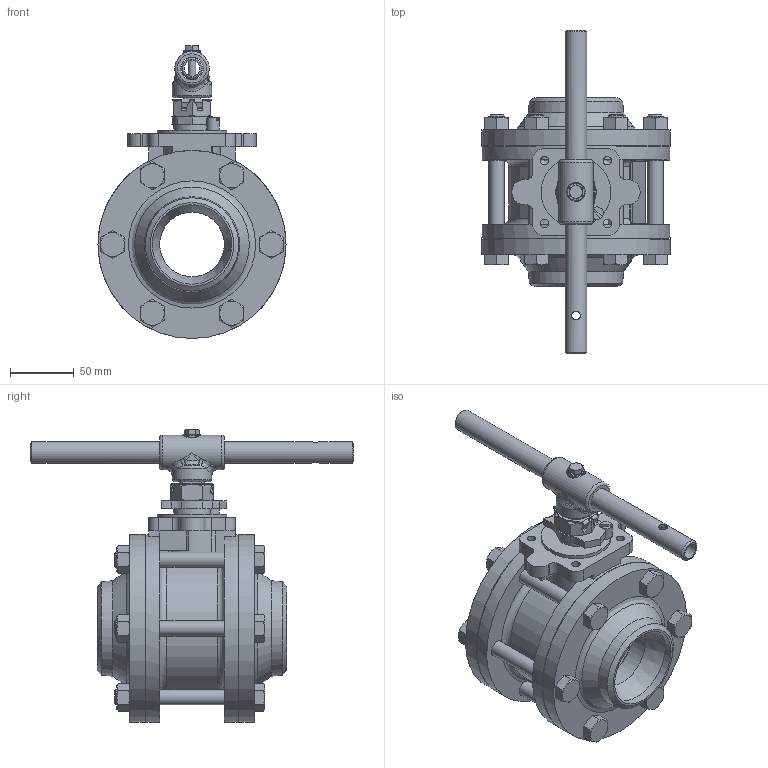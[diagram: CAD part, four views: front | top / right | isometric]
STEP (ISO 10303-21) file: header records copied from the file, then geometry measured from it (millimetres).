
FILE_DESCRIPTION((''),'2;1');
FILE_NAME('GA-A459-25-BWA-W-A-1.stp','2011-05-16T12:34:57',('jaday'),(''),'Autodesk Inventor 2009','Autodesk Inventor 2009','');
FILE_SCHEMA(('AUTOMOTIVE_DESIGN { 1 0 10303 214 1 1 1 1 }'));
Length unit declared in the file: millimetre
Products named in the file (13): GA-A459-25-BWA-W-A-1; GA-B45925-16000-A-1; GA-BM4425-27000-A-1; GA-A459-25-STEM-BUILD-A-1; GA-B81920-04038-A-1; GA-B00025-06002-A-1; M12-8-110-110-A-1; M12-8-000-360-A-1; GA-B00025-52001-A-1; GA-B81920-01005-A-1; B00025-01026-A-1; M06-8-030-110-A-1; GA-B81920-60096-A-1
Assembly tree (23 placements, depth 2):
  GA-A459-25-BWA-W-A-1
    GA-B45925-16000-A-1
    GA-BM4425-27000-A-1  x2
    GA-A459-25-STEM-BUILD-A-1
    GA-B81920-04038-A-1
    GA-B00025-06002-A-1
    M12-8-110-110-A-1  x6
    M12-8-000-360-A-1  x6
    GA-B00025-52001-A-1
    GA-B81920-01005-A-1
    B00025-01026-A-1
    M06-8-030-110-A-1
    GA-B81920-60096-A-1
Bounding box: 148 x 254.5 x 230.59 mm (x, y, z)
Volume: 1427867.3 mm3; surface area: 280117.6 mm2
Topology: 23 solids, 23 shells, 594 faces, 1433 edges, 881 vertices
Faces by surface type: plane 243, cone 149, cylinder 121, bspline 74, torus 7
Full cylindrical faces by diameter (mm): 6 x1, 7 x5, 9.95 x1, 10.106 x6, 12 x6, 12.48 x1, 12.9 x24, 17.1 x1, 17.75 x2, 19 x1, 27 x1, 29.075 x1, 31 x1, 50.9 x2, 52.4 x1, 54.93 x1, 62.68 x2, 110 x2, 148 x4
Entity records: 14945 total; most frequent: CARTESIAN_POINT 5994, ORIENTED_EDGE 1764, DIRECTION 1736, EDGE_CURVE 882, AXIS2_PLACEMENT_3D 698, VERTEX_POINT 583, EDGE_LOOP 517, FACE_OUTER_BOUND 384
